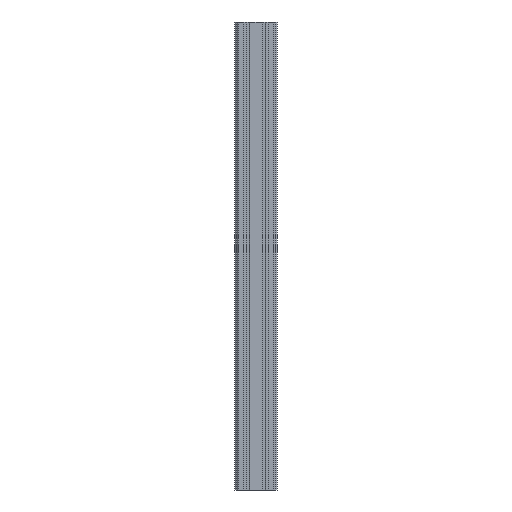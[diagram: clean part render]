
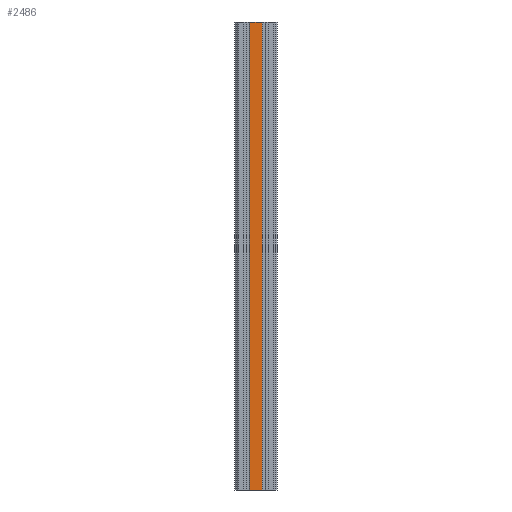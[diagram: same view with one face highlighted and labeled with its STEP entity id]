
A CAD part, left-side view. The second image highlights one B-rep face of the part: STEP entity #2486.
In plain terms, the highlighted planar face has unit normal (-1, 0, 0).
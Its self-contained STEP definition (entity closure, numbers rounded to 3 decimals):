
#62=LINE($,#3508,#382);
#164=LINE($,#3759,#484);
#270=LINE($,#3985,#590);
#271=LINE($,#3987,#591);
#382=VECTOR($,#2803,13.4);
#484=VECTOR($,#2953,13.4);
#590=VECTOR($,#3189,500.);
#591=VECTOR($,#3192,500.);
#703=PLANE($,#2657);
#826=FACE_OUTER_BOUND($,#960,.T.);
#960=EDGE_LOOP($,(#2151,#2152,#2153,#2154));
#1129=VERTEX_POINT($,#3505);
#1130=VERTEX_POINT($,#3507);
#1254=VERTEX_POINT($,#3756);
#1255=VERTEX_POINT($,#3758);
#1373=EDGE_CURVE($,#1130,#1129,#62,.T.);
#1498=EDGE_CURVE($,#1254,#1255,#164,.T.);
#1612=EDGE_CURVE($,#1255,#1129,#270,.T.);
#1613=EDGE_CURVE($,#1254,#1130,#271,.T.);
#2151=ORIENTED_EDGE($,*,*,#1612,.F.);
#2152=ORIENTED_EDGE($,*,*,#1498,.F.);
#2153=ORIENTED_EDGE($,*,*,#1613,.T.);
#2154=ORIENTED_EDGE($,*,*,#1373,.T.);
#2486=ADVANCED_FACE($,(#826),#703,.T.);
#2657=AXIS2_PLACEMENT_3D($,#3986,#3190,#3191);
#2803=DIRECTION($,(0.,-1.,0.));
#2953=DIRECTION($,(0.,-1.,0.));
#3189=DIRECTION($,(0.,0.,-1.));
#3190=DIRECTION('center_axis',(-1.,0.,0.));
#3191=DIRECTION('ref_axis',(0.,0.,1.));
#3192=DIRECTION($,(0.,0.,-1.));
#3505=CARTESIAN_POINT('',(-10.,-6.7,-400.));
#3507=CARTESIAN_POINT('',(-10.,6.7,-400.));
#3508=CARTESIAN_POINT($,(-10.,-6.7,-400.));
#3756=CARTESIAN_POINT('',(-10.,6.7,100.));
#3758=CARTESIAN_POINT('',(-10.,-6.7,100.));
#3759=CARTESIAN_POINT($,(-10.,6.7,100.));
#3985=CARTESIAN_POINT($,(-10.,-6.7,0.));
#3986=CARTESIAN_POINT('Origin',(-10.,6.7,0.));
#3987=CARTESIAN_POINT($,(-10.,6.7,0.));
